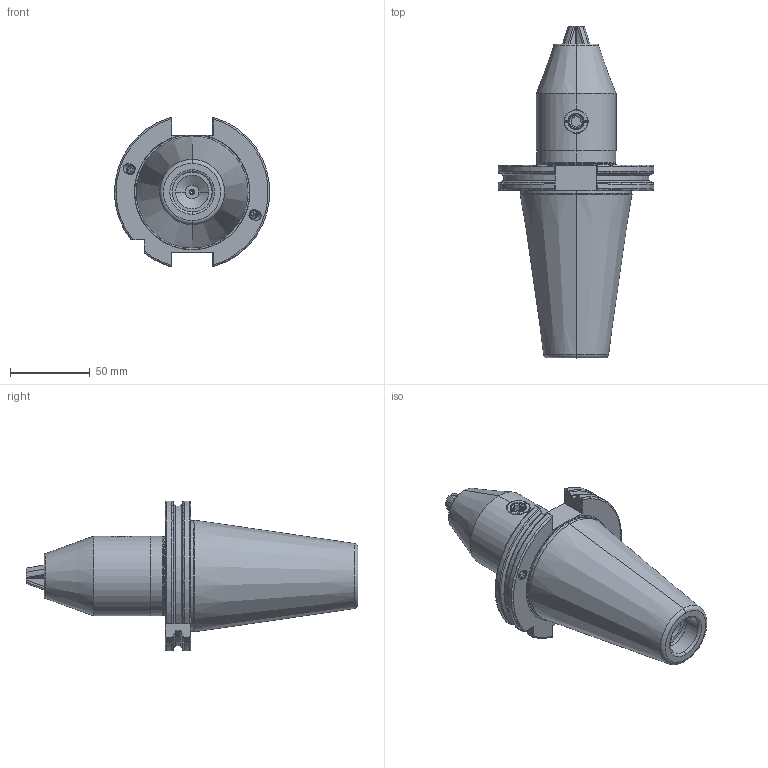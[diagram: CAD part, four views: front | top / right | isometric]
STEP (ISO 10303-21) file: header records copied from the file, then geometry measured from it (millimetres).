
FILE_DESCRIPTION (( 'STEP AP203' ), '1' );
FILE_NAME ('502.15.16-SK22360.STEP', '2017-04-10T10:49:50', ( '' ), ( '' ), 'SwSTEP 2.0', 'SolidWorks 2013', '' );
FILE_SCHEMA (( 'CONFIG_CONTROL_DESIGN' ));
Length unit declared in the file: millimetre
Products named in the file (14): KM10-2045; 1331402-04D; KM10-2001; 1331402-05B; 502.15.16-SK22360; 1331402-06F; 1331402-08B; 1332401-103A; SB01-8001; SK22350-01C; KR02-9096; 1331502-0200E; 1331503C--; 1331503-03B
Assembly tree (16 placements, depth 3):
  502.15.16-SK22360
    SK22350-01C
    1331503C--
      1331502-0200E
      1331503-03B
      1331402-04D
      1331402-05B
      1331402-06F
      1331402-08B
      1332401-103A  x3
      SB01-8001
    KM10-2045  x2
    KM10-2001  x2
  KR02-9096
Bounding box: 97.32 x 208.19 x 93.79 mm (x, y, z)
Volume: 398657.6 mm3; surface area: 86936.6 mm2
Topology: 15 solids, 15 shells, 1008 faces, 2640 edges, 1662 vertices
Faces by surface type: cylinder 364, plane 306, cone 228, torus 78, bspline 32
Entity records: 32259 total; most frequent: CARTESIAN_POINT 9640, ORIENTED_EDGE 4816, DIRECTION 3946, EDGE_CURVE 2408, AXIS2_PLACEMENT_3D 1591, VERTEX_POINT 1535, EDGE_LOOP 985, FACE_OUTER_BOUND 921
